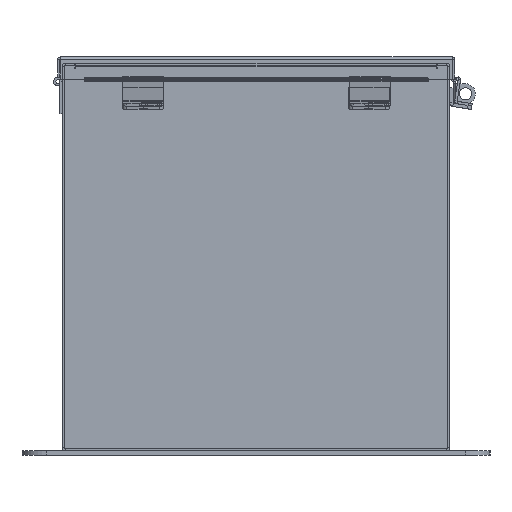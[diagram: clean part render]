
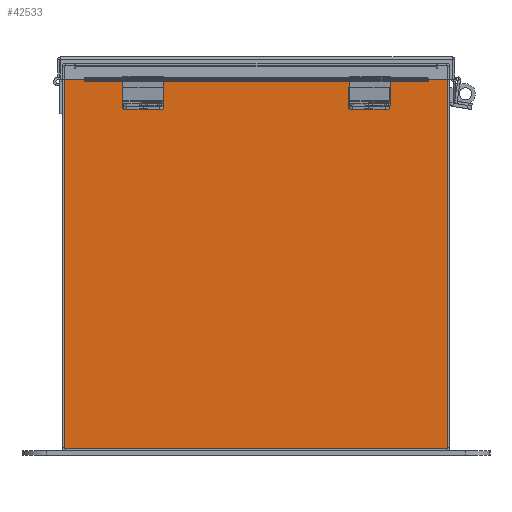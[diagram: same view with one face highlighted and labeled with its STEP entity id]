
A CAD part, front view. The second image highlights one B-rep face of the part: STEP entity #42533.
In plain terms, the highlighted face is planar.
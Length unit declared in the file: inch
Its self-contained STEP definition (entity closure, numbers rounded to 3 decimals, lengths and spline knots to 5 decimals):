
#1168 = VERTEX_POINT ( 'NONE', #20489 ) ;
#1367 = CARTESIAN_POINT ( 'NONE',  ( 5.9253, 0., 5.9253 ) ) ;
#3826 = EDGE_CURVE ( 'NONE', #35303, #38192, #35907, .T. ) ;
#5328 = CARTESIAN_POINT ( 'NONE',  ( -5.60098, 0., 5.87495 ) ) ;
#5397 = LINE ( 'NONE', #1367, #45685 ) ;
#5683 = CARTESIAN_POINT ( 'NONE',  ( -5.9253, 0., 5.9253 ) ) ;
#5753 = CARTESIAN_POINT ( 'NONE',  ( 5.60097, 0., 5.87495 ) ) ;
#6180 = VERTEX_POINT ( 'NONE', #40803 ) ;
#6493 = LINE ( 'NONE', #5683, #26031 ) ;
#6542 = DIRECTION ( 'NONE',  ( 1., 0., 0. ) ) ;
#7021 = CARTESIAN_POINT ( 'NONE',  ( 0., 0., 0. ) ) ;
#7126 = LINE ( 'NONE', #43248, #26662 ) ;
#7929 = EDGE_CURVE ( 'NONE', #6180, #20729, #41578, .T. ) ;
#8010 = EDGE_CURVE ( 'NONE', #39741, #8957, #17147, .T. ) ;
#8038 = ORIENTED_EDGE ( 'NONE', *, *, #49259, .F. ) ;
#8444 = EDGE_CURVE ( 'NONE', #20729, #1168, #36611, .T. ) ;
#8810 = VECTOR ( 'NONE', #10451, 39.37008 ) ;
#8957 = VERTEX_POINT ( 'NONE', #31994 ) ;
#9033 = DIRECTION ( 'NONE',  ( 0., 0., -1. ) ) ;
#9225 = DIRECTION ( 'NONE',  ( 0., 0., -1. ) ) ;
#9548 = CARTESIAN_POINT ( 'NONE',  ( -5.5823, 0., 5.87495 ) ) ;
#9597 = DIRECTION ( 'NONE',  ( 0., 0., 1. ) ) ;
#9667 = DIRECTION ( 'NONE',  ( 0., 0., -1. ) ) ;
#10363 = EDGE_CURVE ( 'NONE', #6180, #16169, #29104, .T. ) ;
#10433 = VECTOR ( 'NONE', #37778, 39.37008 ) ;
#10451 = DIRECTION ( 'NONE',  ( -1., 0., 0. ) ) ;
#12789 = DIRECTION ( 'NONE',  ( 1., 0., 0. ) ) ;
#13157 = ORIENTED_EDGE ( 'NONE', *, *, #10363, .T. ) ;
#13671 = ORIENTED_EDGE ( 'NONE', *, *, #3826, .T. ) ;
#14531 = EDGE_CURVE ( 'NONE', #16169, #29415, #5397, .T. ) ;
#14608 = CARTESIAN_POINT ( 'NONE',  ( 5.5823, 0., 0. ) ) ;
#14720 = EDGE_LOOP ( 'NONE', ( #22330, #17006, #8038, #13671, #28569, #21568, #21735, #13157, #18376, #25153, #27936, #20060 ) ) ;
#15273 = CARTESIAN_POINT ( 'NONE',  ( -5.9253, 0., -5.9253 ) ) ;
#15697 = LINE ( 'NONE', #14608, #36456 ) ;
#16169 = VERTEX_POINT ( 'NONE', #27313 ) ;
#16395 = VECTOR ( 'NONE', #12789, 39.37008 ) ;
#16408 = LINE ( 'NONE', #47848, #45091 ) ;
#17006 = ORIENTED_EDGE ( 'NONE', *, *, #19580, .F. ) ;
#17147 = LINE ( 'NONE', #46142, #26292 ) ;
#18376 = ORIENTED_EDGE ( 'NONE', *, *, #14531, .T. ) ;
#19502 = FACE_OUTER_BOUND ( 'NONE', #14720, .T. ) ;
#19580 = EDGE_CURVE ( 'NONE', #39635, #39741, #25638, .T. ) ;
#20060 = ORIENTED_EDGE ( 'NONE', *, *, #35388, .T. ) ;
#20489 = CARTESIAN_POINT ( 'NONE',  ( 5.5823, 0., 5.87495 ) ) ;
#20560 = DIRECTION ( 'NONE',  ( 1., 0., 0. ) ) ;
#20729 = VERTEX_POINT ( 'NONE', #36771 ) ;
#21568 = ORIENTED_EDGE ( 'NONE', *, *, #8444, .F. ) ;
#21735 = ORIENTED_EDGE ( 'NONE', *, *, #7929, .F. ) ;
#22179 = AXIS2_PLACEMENT_3D ( 'NONE', #5753, #33050, #9667 ) ;
#22330 = ORIENTED_EDGE ( 'NONE', *, *, #8010, .F. ) ;
#22719 = DIRECTION ( 'NONE',  ( 0., -1., 0. ) ) ;
#23782 = CARTESIAN_POINT ( 'NONE',  ( -5.5823, 0., 5.9123 ) ) ;
#25153 = ORIENTED_EDGE ( 'NONE', *, *, #39118, .T. ) ;
#25638 = CIRCLE ( 'NONE', #30952, 0.01868 ) ;
#25971 = CARTESIAN_POINT ( 'NONE',  ( -5.9253, 0., -5.9253 ) ) ;
#26031 = VECTOR ( 'NONE', #9597, 39.37008 ) ;
#26292 = VECTOR ( 'NONE', #38277, 39.37008 ) ;
#26662 = VECTOR ( 'NONE', #27540, 39.37008 ) ;
#27313 = CARTESIAN_POINT ( 'NONE',  ( 5.9253, 0., 5.9253 ) ) ;
#27540 = DIRECTION ( 'NONE',  ( 0., 0., -1. ) ) ;
#27874 = VECTOR ( 'NONE', #6542, 39.37008 ) ;
#27936 = ORIENTED_EDGE ( 'NONE', *, *, #28451, .T. ) ;
#28451 = EDGE_CURVE ( 'NONE', #35204, #42271, #6493, .T. ) ;
#28569 = ORIENTED_EDGE ( 'NONE', *, *, #49033, .F. ) ;
#29104 = LINE ( 'NONE', #49418, #27874 ) ;
#29415 = VERTEX_POINT ( 'NONE', #43281 ) ;
#29678 = CARTESIAN_POINT ( 'NONE',  ( -5.61965, 0., 5.87495 ) ) ;
#30835 = LINE ( 'NONE', #25971, #8810 ) ;
#30952 = AXIS2_PLACEMENT_3D ( 'NONE', #5328, #32634, #9225 ) ;
#31994 = CARTESIAN_POINT ( 'NONE',  ( -5.61965, 0., 5.9253 ) ) ;
#32634 = DIRECTION ( 'NONE',  ( 0., 1., 0. ) ) ;
#33050 = DIRECTION ( 'NONE',  ( 0., 1., 0. ) ) ;
#35204 = VERTEX_POINT ( 'NONE', #15273 ) ;
#35303 = VERTEX_POINT ( 'NONE', #23782 ) ;
#35388 = EDGE_CURVE ( 'NONE', #42271, #8957, #16408, .T. ) ;
#35907 = LINE ( 'NONE', #40077, #16395 ) ;
#36456 = VECTOR ( 'NONE', #41906, 39.37008 ) ;
#36555 = CARTESIAN_POINT ( 'NONE',  ( -5.9253, 0., 5.9253 ) ) ;
#36611 = CIRCLE ( 'NONE', #22179, 0.01868 ) ;
#36771 = CARTESIAN_POINT ( 'NONE',  ( 5.61965, 0., 5.87495 ) ) ;
#37778 = DIRECTION ( 'NONE',  ( 0., 0., -1. ) ) ;
#37935 = AXIS2_PLACEMENT_3D ( 'NONE', #7021, #22719, #50078 ) ;
#38192 = VERTEX_POINT ( 'NONE', #50549 ) ;
#38277 = DIRECTION ( 'NONE',  ( 0., 0., 1. ) ) ;
#39118 = EDGE_CURVE ( 'NONE', #29415, #35204, #30835, .T. ) ;
#39635 = VERTEX_POINT ( 'NONE', #9548 ) ;
#39741 = VERTEX_POINT ( 'NONE', #29678 ) ;
#40077 = CARTESIAN_POINT ( 'NONE',  ( -5.5823, 0., 5.9123 ) ) ;
#40803 = CARTESIAN_POINT ( 'NONE',  ( 5.61965, 0., 5.9253 ) ) ;
#41578 = LINE ( 'NONE', #45461, #10433 ) ;
#41906 = DIRECTION ( 'NONE',  ( 0., 0., 1. ) ) ;
#42178 = PLANE ( 'NONE',  #37935 ) ;
#42271 = VERTEX_POINT ( 'NONE', #36555 ) ;
#42533 = ADVANCED_FACE ( 'NONE', ( #19502 ), #42178, .F. ) ;
#43248 = CARTESIAN_POINT ( 'NONE',  ( -5.5823, 0., 0. ) ) ;
#43281 = CARTESIAN_POINT ( 'NONE',  ( 5.9253, 0., -5.9253 ) ) ;
#45091 = VECTOR ( 'NONE', #20560, 39.37008 ) ;
#45461 = CARTESIAN_POINT ( 'NONE',  ( 5.61965, 0., 0. ) ) ;
#45685 = VECTOR ( 'NONE', #9033, 39.37008 ) ;
#46142 = CARTESIAN_POINT ( 'NONE',  ( -5.61965, 0., 0. ) ) ;
#47848 = CARTESIAN_POINT ( 'NONE',  ( -5.9253, 0., 5.9253 ) ) ;
#49033 = EDGE_CURVE ( 'NONE', #1168, #38192, #15697, .T. ) ;
#49259 = EDGE_CURVE ( 'NONE', #35303, #39635, #7126, .T. ) ;
#49418 = CARTESIAN_POINT ( 'NONE',  ( -5.9253, 0., 5.9253 ) ) ;
#50078 = DIRECTION ( 'NONE',  ( 0., 0., -1. ) ) ;
#50549 = CARTESIAN_POINT ( 'NONE',  ( 5.5823, 0., 5.9123 ) ) ;
